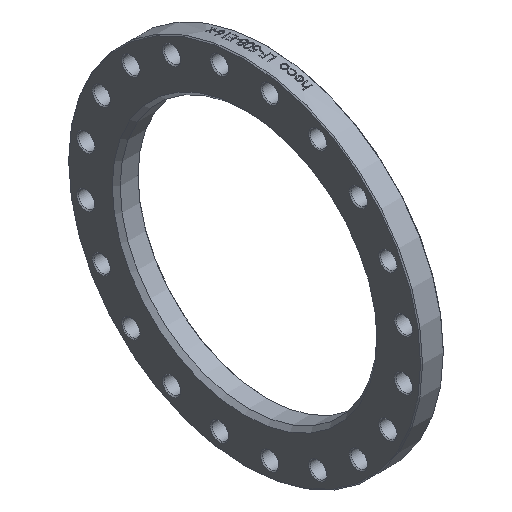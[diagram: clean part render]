
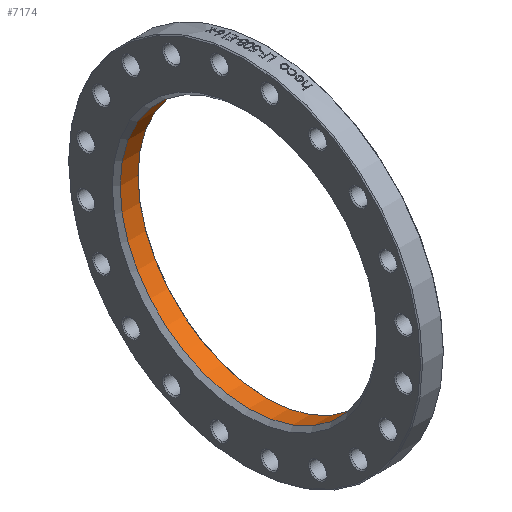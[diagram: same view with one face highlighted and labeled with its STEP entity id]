
A CAD part, isometric view. The second image highlights one B-rep face of the part: STEP entity #7174.
In plain terms, the highlighted cylindrical face has radius 259.5 mm (diameter 519 mm), a full revolution.
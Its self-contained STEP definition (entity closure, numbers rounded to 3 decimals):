
#271 = AXIS2_PLACEMENT_3D ( 'NONE', #6872, #6795, #280 ) ;
#280 = DIRECTION ( 'NONE',  ( 0., 0., -1. ) ) ;
#521 = EDGE_LOOP ( 'NONE', ( #4313 ) ) ;
#1148 = CIRCLE ( 'NONE', #271, 259.5 ) ;
#1691 = DIRECTION ( 'NONE',  ( 0., 0., 1. ) ) ;
#1988 = EDGE_CURVE ( 'NONE', #2460, #2460, #2144, .T. ) ;
#2013 = VERTEX_POINT ( 'NONE', #6194 ) ;
#2144 = CIRCLE ( 'NONE', #2898, 259.5 ) ;
#2219 = DIRECTION ( 'NONE',  ( 0., 0., 1. ) ) ;
#2460 = VERTEX_POINT ( 'NONE', #6017 ) ;
#2806 = FACE_OUTER_BOUND ( 'NONE', #3468, .T. ) ;
#2898 = AXIS2_PLACEMENT_3D ( 'NONE', #7159, #7052, #1691 ) ;
#3468 = EDGE_LOOP ( 'NONE', ( #4794 ) ) ;
#4042 = FACE_OUTER_BOUND ( 'NONE', #521, .T. ) ;
#4313 = ORIENTED_EDGE ( 'NONE', *, *, #1988, .T. ) ;
#4553 = DIRECTION ( 'NONE',  ( -1., 0., 0. ) ) ;
#4654 = AXIS2_PLACEMENT_3D ( 'NONE', #7691, #4553, #2219 ) ;
#4794 = ORIENTED_EDGE ( 'NONE', *, *, #4851, .T. ) ;
#4851 = EDGE_CURVE ( 'NONE', #2013, #2013, #1148, .T. ) ;
#6017 = CARTESIAN_POINT ( 'NONE',  ( 44., 0., 259.5 ) ) ;
#6194 = CARTESIAN_POINT ( 'NONE',  ( 8., 0., -259.5 ) ) ;
#6795 = DIRECTION ( 'NONE',  ( -1., 0., 0. ) ) ;
#6872 = CARTESIAN_POINT ( 'NONE',  ( 8., 0., 0. ) ) ;
#7052 = DIRECTION ( 'NONE',  ( 1., 0., 0. ) ) ;
#7159 = CARTESIAN_POINT ( 'NONE',  ( 44., 0., 0. ) ) ;
#7174 = ADVANCED_FACE ( 'NONE', ( #2806, #4042 ), #7574, .F. ) ;
#7574 = CYLINDRICAL_SURFACE ( 'NONE', #4654, 259.5 ) ;
#7691 = CARTESIAN_POINT ( 'NONE',  ( 0., 0., 0. ) ) ;
